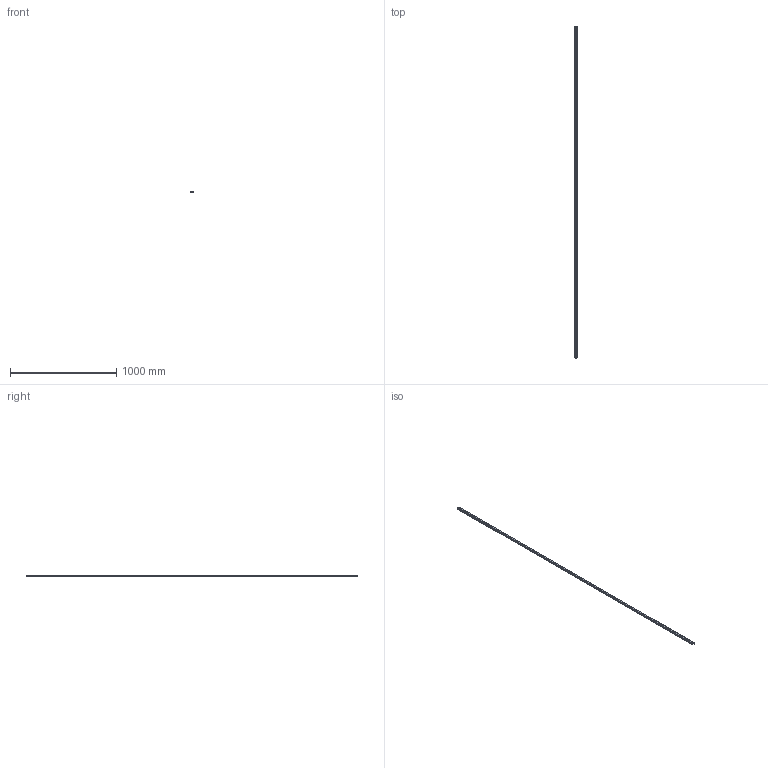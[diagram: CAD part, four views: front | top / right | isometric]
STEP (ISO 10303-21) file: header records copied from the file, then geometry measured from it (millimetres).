
FILE_DESCRIPTION(('STEP AP214'),'1');
FILE_NAME('cctmp_6C3D5542-93CD-4078-9ECE-934772D2CCCE_2021_01_22_13_34_18_0893..stp','2021-01-22T12:34:19',('HIWIN GmbH'),('CADClick - www.CADClick.com'),'Spatial InterOp 3D',' ','unknown authorization');
FILE_SCHEMA(('AUTOMOTIVE_DESIGN'));
Length unit declared in the file: millimetre
Products named in the file (1): HGR20T3120C_FILE
Bounding box: 20 x 3120 x 17.5 mm (x, y, z)
Volume: 921497.9 mm3; surface area: 248636.6 mm2
Topology: 1 solids, 1 shells, 315 faces, 823 edges, 462 vertices
Faces by surface type: cylinder 126, cone 104, plane 85
Entity records: 11393 total; most frequent: DIRECTION 1603, CARTESIAN_POINT 1497, ORIENTED_EDGE 1438, EDGE_CURVE 719, AXIS2_PLACEMENT_3D 568, LINE 467, VECTOR 467, VERTEX_POINT 462
